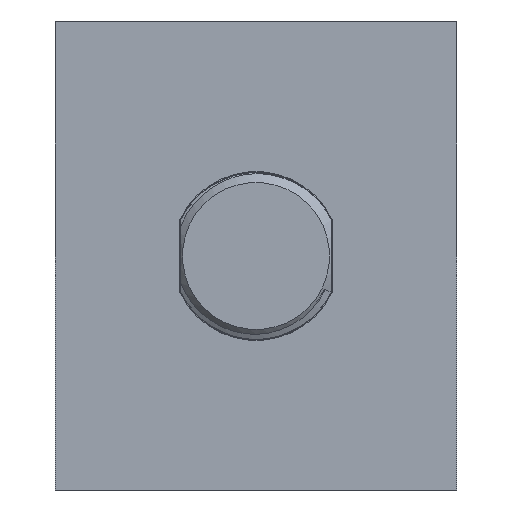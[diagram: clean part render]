
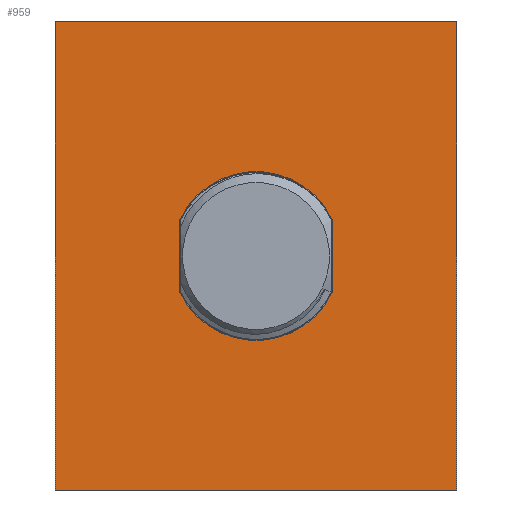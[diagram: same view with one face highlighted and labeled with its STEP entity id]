
A CAD part, left-side view. The second image highlights one B-rep face of the part: STEP entity #959.
In plain terms, the highlighted planar face has unit normal (-1, 0, 0).
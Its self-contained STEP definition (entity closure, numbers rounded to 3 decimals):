
#602=LINE('',#23840,#737);
#603=LINE('',#23843,#738);
#604=LINE('',#23845,#739);
#605=LINE('',#23847,#740);
#606=LINE('',#23848,#741);
#607=LINE('',#23853,#742);
#737=VECTOR('',#3274,1.);
#738=VECTOR('',#3275,1.);
#739=VECTOR('',#3276,1.);
#740=VECTOR('',#3277,1.);
#741=VECTOR('',#3278,1.);
#742=VECTOR('',#3281,1.);
#959=ADVANCED_FACE('',(#1026,#1027),#992,.T.);
#992=PLANE('',#2879);
#1026=FACE_BOUND('',#1181,.T.);
#1027=FACE_BOUND('',#1182,.T.);
#1181=EDGE_LOOP('',(#1951,#1952,#1953,#1954));
#1182=EDGE_LOOP('',(#1955,#1956,#1957,#1958));
#1951=ORIENTED_EDGE('',*,*,#2664,.T.);
#1952=ORIENTED_EDGE('',*,*,#2665,.T.);
#1953=ORIENTED_EDGE('',*,*,#2666,.F.);
#1954=ORIENTED_EDGE('',*,*,#2667,.T.);
#1955=ORIENTED_EDGE('',*,*,#2668,.T.);
#1956=ORIENTED_EDGE('',*,*,#2669,.T.);
#1957=ORIENTED_EDGE('',*,*,#2670,.T.);
#1958=ORIENTED_EDGE('',*,*,#2671,.T.);
#2267=VERTEX_POINT('',#23841);
#2268=VERTEX_POINT('',#23842);
#2269=VERTEX_POINT('',#23844);
#2270=VERTEX_POINT('',#23846);
#2271=VERTEX_POINT('',#23849);
#2272=VERTEX_POINT('',#23850);
#2273=VERTEX_POINT('',#23852);
#2274=VERTEX_POINT('',#23854);
#2664=EDGE_CURVE('',#2267,#2268,#602,.T.);
#2665=EDGE_CURVE('',#2268,#2269,#603,.T.);
#2666=EDGE_CURVE('',#2270,#2269,#604,.T.);
#2667=EDGE_CURVE('',#2270,#2267,#605,.T.);
#2668=EDGE_CURVE('',#2271,#2272,#606,.T.);
#2669=EDGE_CURVE('',#2272,#2273,#2739,.T.);
#2670=EDGE_CURVE('',#2273,#2274,#607,.T.);
#2671=EDGE_CURVE('',#2274,#2271,#2740,.T.);
#2739=CIRCLE('',#2877,5.05);
#2740=CIRCLE('',#2878,5.05);
#2877=AXIS2_PLACEMENT_3D('',#23851,#3279,#3280);
#2878=AXIS2_PLACEMENT_3D('',#23855,#3282,#3283);
#2879=AXIS2_PLACEMENT_3D('',#23856,#3284,#3285);
#3274=DIRECTION('',(0.,0.,1.));
#3275=DIRECTION('',(0.,1.,0.));
#3276=DIRECTION('',(0.,0.,1.));
#3277=DIRECTION('',(0.,-1.,0.));
#3278=DIRECTION('',(0.,0.,1.));
#3279=DIRECTION('',(1.,0.,0.));
#3280=DIRECTION('',(0.,-1.,0.));
#3281=DIRECTION('',(0.,0.,-1.));
#3282=DIRECTION('',(1.,0.,0.));
#3283=DIRECTION('',(0.,-1.,0.));
#3284=DIRECTION('',(-1.,0.,0.));
#3285=DIRECTION('',(0.,0.,-1.));
#23840=CARTESIAN_POINT('',(-21.,-12.,-14.));
#23841=CARTESIAN_POINT('',(-21.,-12.,-14.));
#23842=CARTESIAN_POINT('',(-21.,-12.,14.));
#23843=CARTESIAN_POINT('',(-21.,0.,14.));
#23844=CARTESIAN_POINT('',(-21.,12.,14.));
#23845=CARTESIAN_POINT('',(-21.,12.,-14.));
#23846=CARTESIAN_POINT('',(-21.,12.,-14.));
#23847=CARTESIAN_POINT('',(-21.,0.,-14.));
#23848=CARTESIAN_POINT('',(-21.,4.55,-2.191));
#23849=CARTESIAN_POINT('',(-21.,4.55,-2.191));
#23850=CARTESIAN_POINT('',(-21.,4.55,2.191));
#23851=CARTESIAN_POINT('',(-21.,0.,0.));
#23852=CARTESIAN_POINT('',(-21.,-4.55,2.191));
#23853=CARTESIAN_POINT('',(-21.,-4.55,2.191));
#23854=CARTESIAN_POINT('',(-21.,-4.55,-2.191));
#23855=CARTESIAN_POINT('',(-21.,0.,0.));
#23856=CARTESIAN_POINT('',(-21.,0.,-14.));
